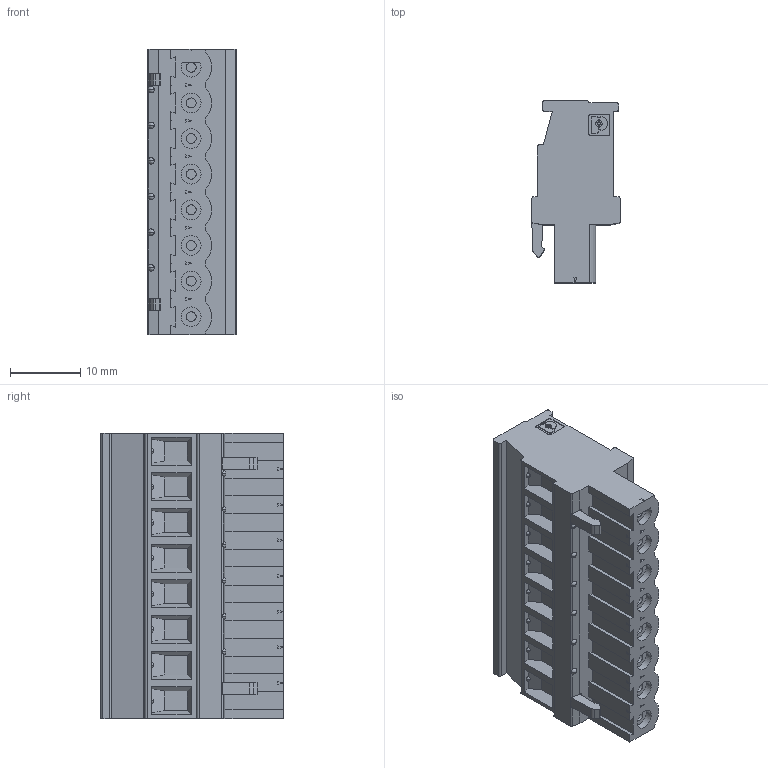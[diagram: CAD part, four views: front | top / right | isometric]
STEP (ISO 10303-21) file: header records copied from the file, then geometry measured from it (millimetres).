
FILE_DESCRIPTION(('STEP AP203'),'1');
FILE_NAME('1792304.stp','2021-01-09T16:05:36',('TraceParts'),('TraceParts S.A.'),'Spatial InterOp 3D',' ',' ');
FILE_SCHEMA(('CONFIG_CONTROL_DESIGN'));
Length unit declared in the file: millimetre
Products named in the file (1): 1
Bounding box: 12.6 x 26 x 40.64 mm (x, y, z)
Volume: 8967.2 mm3; surface area: 4608.9 mm2
Topology: 1 solids, 1 shells, 418 faces, 1070 edges, 713 vertices
Faces by surface type: plane 270, cylinder 118, sphere 30
Entity records: 13478 total; most frequent: CARTESIAN_POINT 2940, DIRECTION 2230, ORIENTED_EDGE 2140, EDGE_CURVE 1070, AXIS2_PLACEMENT_3D 753, LINE 724, VECTOR 724, VERTEX_POINT 713
